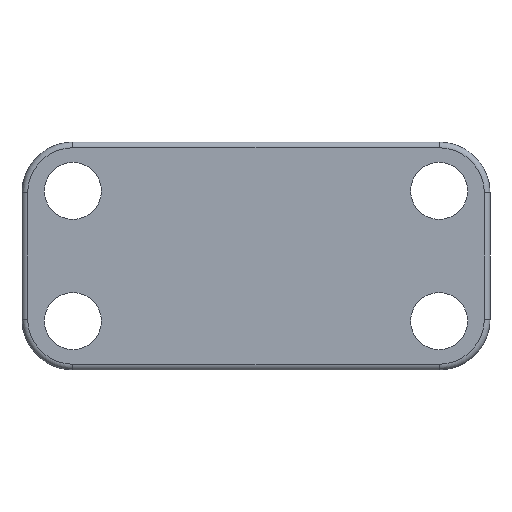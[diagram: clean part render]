
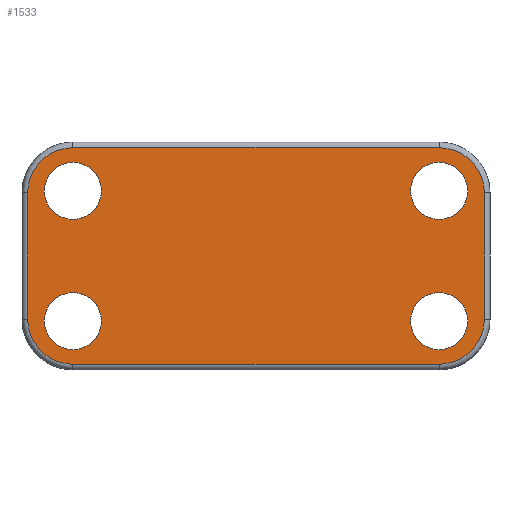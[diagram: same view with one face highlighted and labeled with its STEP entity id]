
A CAD part, front view. The second image highlights one B-rep face of the part: STEP entity #1533.
In plain terms, the highlighted planar face has unit normal (0, -1, 0).
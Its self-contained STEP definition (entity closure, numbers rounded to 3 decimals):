
#30 = DIRECTION ( 'NONE',  ( 0., 0., -1. ) ) ;
#33 = AXIS2_PLACEMENT_3D ( 'NONE', #1658, #443, #1865 ) ;
#43 = AXIS2_PLACEMENT_3D ( 'NONE', #2365, #2375, #2385 ) ;
#79 = CARTESIAN_POINT ( 'NONE',  ( 45., 0., 23. ) ) ;
#117 = CARTESIAN_POINT ( 'NONE',  ( -45., 0., -26.6 ) ) ;
#125 = CARTESIAN_POINT ( 'NONE',  ( 56.1, 0., -15.5 ) ) ;
#128 = FACE_BOUND ( 'NONE', #767, .T. ) ;
#148 = CARTESIAN_POINT ( 'NONE',  ( -45., 0., -9. ) ) ;
#189 = EDGE_CURVE ( 'NONE', #1228, #2289, #818, .T. ) ;
#200 = VERTEX_POINT ( 'NONE', #1521 ) ;
#222 = VERTEX_POINT ( 'NONE', #1727 ) ;
#226 = VERTEX_POINT ( 'NONE', #1026 ) ;
#238 = DIRECTION ( 'NONE',  ( 0., -1., 0. ) ) ;
#259 = FACE_BOUND ( 'NONE', #1044, .T. ) ;
#262 = VECTOR ( 'NONE', #2536, 1000. ) ;
#288 = CIRCLE ( 'NONE', #1412, 11.1 ) ;
#296 = CARTESIAN_POINT ( 'NONE',  ( -45., 0., 16. ) ) ;
#315 = DIRECTION ( 'NONE',  ( 0., -1., 0. ) ) ;
#338 = DIRECTION ( 'NONE',  ( 0., 0., -1. ) ) ;
#361 = VERTEX_POINT ( 'NONE', #634 ) ;
#384 = EDGE_CURVE ( 'NONE', #222, #1237, #1034, .T. ) ;
#417 = ORIENTED_EDGE ( 'NONE', *, *, #2563, .F. ) ;
#426 = VECTOR ( 'NONE', #2539, 1000. ) ;
#443 = DIRECTION ( 'NONE',  ( 0., -1., 0. ) ) ;
#447 = EDGE_CURVE ( 'NONE', #2096, #754, #961, .T. ) ;
#484 = DIRECTION ( 'NONE',  ( 0., 0., 1. ) ) ;
#506 = VECTOR ( 'NONE', #484, 1000. ) ;
#537 = EDGE_CURVE ( 'NONE', #226, #2323, #1856, .T. ) ;
#550 = VERTEX_POINT ( 'NONE', #117 ) ;
#565 = AXIS2_PLACEMENT_3D ( 'NONE', #2231, #1022, #2446 ) ;
#634 = CARTESIAN_POINT ( 'NONE',  ( 45., 0., -26.6 ) ) ;
#664 = FACE_BOUND ( 'NONE', #1502, .T. ) ;
#684 = CARTESIAN_POINT ( 'NONE',  ( -56.1, 0., -15.5 ) ) ;
#741 = VERTEX_POINT ( 'NONE', #2618 ) ;
#746 = DIRECTION ( 'NONE',  ( 0., -1., 0. ) ) ;
#754 = VERTEX_POINT ( 'NONE', #148 ) ;
#767 = EDGE_LOOP ( 'NONE', ( #1752, #2445 ) ) ;
#784 = CARTESIAN_POINT ( 'NONE',  ( -45., 0., 9. ) ) ;
#793 = EDGE_CURVE ( 'NONE', #741, #1168, #1609, .T. ) ;
#798 = CARTESIAN_POINT ( 'NONE',  ( -45., 0., 26.6 ) ) ;
#818 = LINE ( 'NONE', #798, #262 ) ;
#826 = AXIS2_PLACEMENT_3D ( 'NONE', #1448, #238, #1820 ) ;
#849 = VERTEX_POINT ( 'NONE', #79 ) ;
#851 = DIRECTION ( 'NONE',  ( 0., -1., 0. ) ) ;
#938 = DIRECTION ( 'NONE',  ( 0., 0., 1. ) ) ;
#946 = ORIENTED_EDGE ( 'NONE', *, *, #447, .F. ) ;
#961 = CIRCLE ( 'NONE', #33, 7. ) ;
#979 = DIRECTION ( 'NONE',  ( 0., -1., 0. ) ) ;
#1022 = DIRECTION ( 'NONE',  ( 0., -1., 0. ) ) ;
#1026 = CARTESIAN_POINT ( 'NONE',  ( -56.1, 0., 15.5 ) ) ;
#1034 = CIRCLE ( 'NONE', #2118, 7. ) ;
#1042 = DIRECTION ( 'NONE',  ( 0., -1., 0. ) ) ;
#1044 = EDGE_LOOP ( 'NONE', ( #417, #2003 ) ) ;
#1049 = EDGE_CURVE ( 'NONE', #2323, #550, #2238, .T. ) ;
#1082 = CARTESIAN_POINT ( 'NONE',  ( -45., 0., 15.5 ) ) ;
#1086 = CARTESIAN_POINT ( 'NONE',  ( -45., 0., 26.6 ) ) ;
#1091 = CARTESIAN_POINT ( 'NONE',  ( 45., 0., -23. ) ) ;
#1095 = CARTESIAN_POINT ( 'NONE',  ( 45., 0., 9. ) ) ;
#1128 = CARTESIAN_POINT ( 'NONE',  ( -45., 0., -16. ) ) ;
#1147 = EDGE_CURVE ( 'NONE', #200, #1228, #2588, .T. ) ;
#1168 = VERTEX_POINT ( 'NONE', #784 ) ;
#1213 = EDGE_CURVE ( 'NONE', #361, #2498, #288, .T. ) ;
#1218 = AXIS2_PLACEMENT_3D ( 'NONE', #296, #315, #338 ) ;
#1226 = FACE_BOUND ( 'NONE', #2561, .T. ) ;
#1228 = VERTEX_POINT ( 'NONE', #1901 ) ;
#1237 = VERTEX_POINT ( 'NONE', #1091 ) ;
#1246 = CARTESIAN_POINT ( 'NONE',  ( 45., 0., -16. ) ) ;
#1247 = ORIENTED_EDGE ( 'NONE', *, *, #1294, .F. ) ;
#1249 = CIRCLE ( 'NONE', #1950, 7. ) ;
#1283 = DIRECTION ( 'NONE',  ( 0., 0., 1. ) ) ;
#1292 = AXIS2_PLACEMENT_3D ( 'NONE', #2067, #851, #2265 ) ;
#1294 = EDGE_CURVE ( 'NONE', #849, #2331, #1249, .T. ) ;
#1330 = DIRECTION ( 'NONE',  ( 0., 0., -1. ) ) ;
#1360 = ORIENTED_EDGE ( 'NONE', *, *, #2275, .T. ) ;
#1407 = CIRCLE ( 'NONE', #826, 7. ) ;
#1412 = AXIS2_PLACEMENT_3D ( 'NONE', #1910, #1921, #2104 ) ;
#1420 = ORIENTED_EDGE ( 'NONE', *, *, #189, .T. ) ;
#1425 = EDGE_CURVE ( 'NONE', #2331, #849, #1407, .T. ) ;
#1448 = CARTESIAN_POINT ( 'NONE',  ( 45., 0., 16. ) ) ;
#1463 = EDGE_LOOP ( 'NONE', ( #1360, #2347, #1420, #2466, #1909, #1995, #1962, #1942 ) ) ;
#1502 = EDGE_LOOP ( 'NONE', ( #946, #2502 ) ) ;
#1521 = CARTESIAN_POINT ( 'NONE',  ( 56.1, 0., 15.5 ) ) ;
#1533 = ADVANCED_FACE ( 'NONE', ( #2278, #259, #1226, #664, #128 ), #2497, .F. ) ;
#1597 = LINE ( 'NONE', #1687, #506 ) ;
#1609 = CIRCLE ( 'NONE', #1218, 7. ) ;
#1613 = EDGE_CURVE ( 'NONE', #754, #2096, #2046, .T. ) ;
#1637 = AXIS2_PLACEMENT_3D ( 'NONE', #1082, #2503, #1283 ) ;
#1658 = CARTESIAN_POINT ( 'NONE',  ( -45., 0., -16. ) ) ;
#1664 = EDGE_CURVE ( 'NONE', #2289, #226, #2459, .T. ) ;
#1687 = CARTESIAN_POINT ( 'NONE',  ( 56.1, 0., 15.5 ) ) ;
#1700 = ORIENTED_EDGE ( 'NONE', *, *, #1425, .F. ) ;
#1718 = AXIS2_PLACEMENT_3D ( 'NONE', #2330, #979, #938 ) ;
#1727 = CARTESIAN_POINT ( 'NONE',  ( 45., 0., -9. ) ) ;
#1752 = ORIENTED_EDGE ( 'NONE', *, *, #1948, .F. ) ;
#1820 = DIRECTION ( 'NONE',  ( 0., 0., -1. ) ) ;
#1856 = LINE ( 'NONE', #2087, #2310 ) ;
#1865 = DIRECTION ( 'NONE',  ( 0., 0., -1. ) ) ;
#1901 = CARTESIAN_POINT ( 'NONE',  ( 45., 0., 26.6 ) ) ;
#1909 = ORIENTED_EDGE ( 'NONE', *, *, #537, .T. ) ;
#1910 = CARTESIAN_POINT ( 'NONE',  ( 45., 0., -15.5 ) ) ;
#1921 = DIRECTION ( 'NONE',  ( 0., -1., 0. ) ) ;
#1942 = ORIENTED_EDGE ( 'NONE', *, *, #1213, .T. ) ;
#1948 = EDGE_CURVE ( 'NONE', #1168, #741, #2343, .T. ) ;
#1950 = AXIS2_PLACEMENT_3D ( 'NONE', #2573, #2400, #2027 ) ;
#1957 = CARTESIAN_POINT ( 'NONE',  ( -45., 0., 15.5 ) ) ;
#1962 = ORIENTED_EDGE ( 'NONE', *, *, #2090, .T. ) ;
#1995 = ORIENTED_EDGE ( 'NONE', *, *, #1049, .T. ) ;
#2003 = ORIENTED_EDGE ( 'NONE', *, *, #384, .F. ) ;
#2027 = DIRECTION ( 'NONE',  ( 0., 0., -1. ) ) ;
#2034 = AXIS2_PLACEMENT_3D ( 'NONE', #1128, #2555, #1330 ) ;
#2045 = LINE ( 'NONE', #2554, #426 ) ;
#2046 = CIRCLE ( 'NONE', #2034, 7. ) ;
#2067 = CARTESIAN_POINT ( 'NONE',  ( 45., 0., -16. ) ) ;
#2087 = CARTESIAN_POINT ( 'NONE',  ( -56.1, 0., 15.5 ) ) ;
#2090 = EDGE_CURVE ( 'NONE', #550, #361, #2045, .T. ) ;
#2091 = CIRCLE ( 'NONE', #1292, 7. ) ;
#2096 = VERTEX_POINT ( 'NONE', #2150 ) ;
#2104 = DIRECTION ( 'NONE',  ( 0., 0., 1. ) ) ;
#2118 = AXIS2_PLACEMENT_3D ( 'NONE', #1246, #1042, #30 ) ;
#2150 = CARTESIAN_POINT ( 'NONE',  ( -45., 0., -23. ) ) ;
#2160 = DIRECTION ( 'NONE',  ( 0., 0., 1. ) ) ;
#2231 = CARTESIAN_POINT ( 'NONE',  ( -45., 0., 16. ) ) ;
#2238 = CIRCLE ( 'NONE', #1718, 11.1 ) ;
#2265 = DIRECTION ( 'NONE',  ( 0., 0., -1. ) ) ;
#2275 = EDGE_CURVE ( 'NONE', #2498, #200, #1597, .T. ) ;
#2278 = FACE_OUTER_BOUND ( 'NONE', #1463, .T. ) ;
#2289 = VERTEX_POINT ( 'NONE', #1086 ) ;
#2310 = VECTOR ( 'NONE', #2499, 1000. ) ;
#2323 = VERTEX_POINT ( 'NONE', #684 ) ;
#2330 = CARTESIAN_POINT ( 'NONE',  ( -45., 0., -15.5 ) ) ;
#2331 = VERTEX_POINT ( 'NONE', #1095 ) ;
#2343 = CIRCLE ( 'NONE', #565, 7. ) ;
#2347 = ORIENTED_EDGE ( 'NONE', *, *, #1147, .T. ) ;
#2365 = CARTESIAN_POINT ( 'NONE',  ( 45., 0., 15.5 ) ) ;
#2375 = DIRECTION ( 'NONE',  ( 0., -1., 0. ) ) ;
#2385 = DIRECTION ( 'NONE',  ( 0., 0., 1. ) ) ;
#2400 = DIRECTION ( 'NONE',  ( 0., -1., 0. ) ) ;
#2443 = AXIS2_PLACEMENT_3D ( 'NONE', #1957, #746, #2160 ) ;
#2445 = ORIENTED_EDGE ( 'NONE', *, *, #793, .F. ) ;
#2446 = DIRECTION ( 'NONE',  ( 0., 0., -1. ) ) ;
#2459 = CIRCLE ( 'NONE', #2443, 11.1 ) ;
#2466 = ORIENTED_EDGE ( 'NONE', *, *, #1664, .T. ) ;
#2497 = PLANE ( 'NONE',  #1637 ) ;
#2498 = VERTEX_POINT ( 'NONE', #125 ) ;
#2499 = DIRECTION ( 'NONE',  ( 0., 0., -1. ) ) ;
#2502 = ORIENTED_EDGE ( 'NONE', *, *, #1613, .F. ) ;
#2503 = DIRECTION ( 'NONE',  ( 0., 1., 0. ) ) ;
#2536 = DIRECTION ( 'NONE',  ( -1., 0., 0. ) ) ;
#2539 = DIRECTION ( 'NONE',  ( 1., 0., 0. ) ) ;
#2554 = CARTESIAN_POINT ( 'NONE',  ( -45., 0., -26.6 ) ) ;
#2555 = DIRECTION ( 'NONE',  ( 0., -1., 0. ) ) ;
#2561 = EDGE_LOOP ( 'NONE', ( #1700, #1247 ) ) ;
#2563 = EDGE_CURVE ( 'NONE', #1237, #222, #2091, .T. ) ;
#2573 = CARTESIAN_POINT ( 'NONE',  ( 45., 0., 16. ) ) ;
#2588 = CIRCLE ( 'NONE', #43, 11.1 ) ;
#2618 = CARTESIAN_POINT ( 'NONE',  ( -45., 0., 23. ) ) ;
